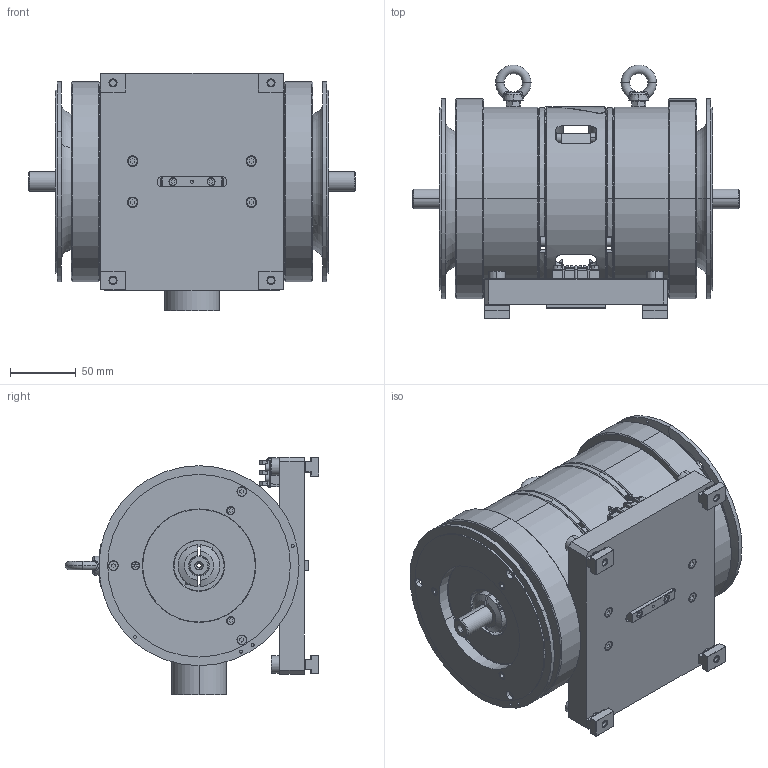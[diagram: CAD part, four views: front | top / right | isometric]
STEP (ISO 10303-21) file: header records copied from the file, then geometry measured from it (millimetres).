
FILE_DESCRIPTION (( 'STEP AP214' ), '1' );
FILE_NAME ('BHB-6_A_EF.STEP', '2014-12-15T15:44:37', ( 'magtrol' ), ( '' ), 'SwSTEP 2.0', 'SolidWorks 2014', '' );
FILE_SCHEMA (( 'AUTOMOTIVE_DESIGN' ));
Length unit declared in the file: inch
Products named in the file (1): BHB-6_A_EF
Bounding box: 248.23 x 192.65 x 180.65 mm (x, y, z)
Surface area: 338130.1 mm2 (no closed solid volume)
Topology: 0 solids, 99 shells, 876 faces, 2929 edges, 2109 vertices
Faces by surface type: plane 444, cylinder 290, cone 92, torus 32, bspline 18
Entity records: 47067 total; most frequent: CARTESIAN_POINT 10027, DIRECTION 5536, ORIENTED_EDGE 4512, EDGE_CURVE 2929, VERTEX_POINT 2109, AXIS2_PLACEMENT_3D 1950, VECTOR 1636, LINE 1636
